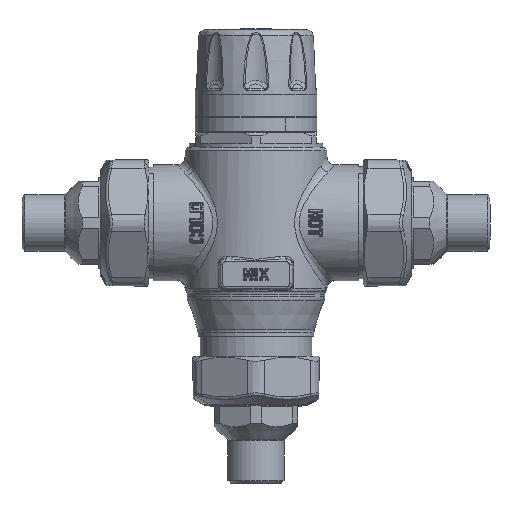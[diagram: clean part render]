
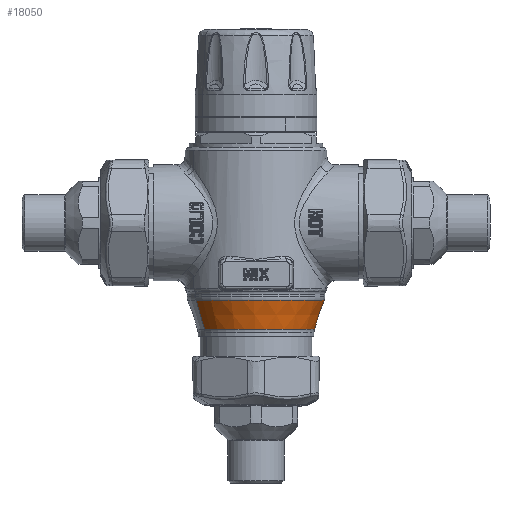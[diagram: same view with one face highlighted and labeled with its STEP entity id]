
A CAD part, left-side view. The second image highlights one B-rep face of the part: STEP entity #18050.
In plain terms, the highlighted conical face has half-angle 18.435 degrees and reference radius 21.5 mm.
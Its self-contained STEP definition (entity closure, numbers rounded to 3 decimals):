
#2385=CARTESIAN_POINT('Axis2P3D Location',(0.,204.947,175.894)) ;
#2389=CARTESIAN_POINT('Vertex',(10.406,185.899,175.894)) ;
#2391=CARTESIAN_POINT('Vertex',(-10.406,223.995,175.894)) ;
#18020=CARTESIAN_POINT('Axis2P3D Location',(0.,204.947,175.279)) ;
#18025=CARTESIAN_POINT('Line Origine',(11.267,184.324,181.279)) ;
#18029=CARTESIAN_POINT('Vertex',(12.127,182.749,186.663)) ;
#18032=CARTESIAN_POINT('Axis2P3D Location',(0.,204.947,186.663)) ;
#18036=CARTESIAN_POINT('Vertex',(-12.127,227.145,186.663)) ;
#18039=CARTESIAN_POINT('Line Origine',(-11.267,225.57,181.279)) ;
#18027=VECTOR('Line Direction',#18026,1.) ;
#18041=VECTOR('Line Direction',#18040,1.) ;
#2386=DIRECTION('Axis2P3D Direction',(0.,-0.,1.)) ;
#18021=DIRECTION('Axis2P3D Direction',(0.,0.,1.)) ;
#18022=DIRECTION('Axis2P3D XDirection',(-0.479,0.878,0.)) ;
#18026=DIRECTION('Vector Direction',(0.152,-0.278,0.949)) ;
#18033=DIRECTION('Axis2P3D Direction',(0.,0.,1.)) ;
#18040=DIRECTION('Vector Direction',(-0.152,0.278,0.949)) ;
#2387=AXIS2_PLACEMENT_3D('Circle Axis2P3D',#2385,#2386,$) ;
#18023=AXIS2_PLACEMENT_3D('Cone Axis2P3D',#18020,#18021,#18022) ;
#18034=AXIS2_PLACEMENT_3D('Circle Axis2P3D',#18032,#18033,$) ;
#18028=LINE('Line',#18025,#18027) ;
#18042=LINE('Line',#18039,#18041) ;
#2388=CIRCLE('generated circle',#2387,21.705) ;
#18035=CIRCLE('generated circle',#18034,25.295) ;
#18024=CONICAL_SURFACE('Cone',#18023,21.5,0.322) ;
#2393=EDGE_CURVE('',#2390,#2392,#2388,.F.) ;
#18031=EDGE_CURVE('',#2390,#18030,#18028,.T.) ;
#18038=EDGE_CURVE('',#18037,#18030,#18035,.T.) ;
#18043=EDGE_CURVE('',#2392,#18037,#18042,.T.) ;
#18045=ORIENTED_EDGE('',*,*,#18031,.T.) ;
#18046=ORIENTED_EDGE('',*,*,#18038,.F.) ;
#18047=ORIENTED_EDGE('',*,*,#18043,.F.) ;
#18048=ORIENTED_EDGE('',*,*,#2393,.F.) ;
#18044=EDGE_LOOP('',(#18045,#18046,#18047,#18048)) ;
#2390=VERTEX_POINT('',#2389) ;
#2392=VERTEX_POINT('',#2391) ;
#18030=VERTEX_POINT('',#18029) ;
#18037=VERTEX_POINT('',#18036) ;
#18050=ADVANCED_FACE('PartBody',(#18049),#18024,.T.) ;
#18049=FACE_OUTER_BOUND('',#18044,.T.) ;
